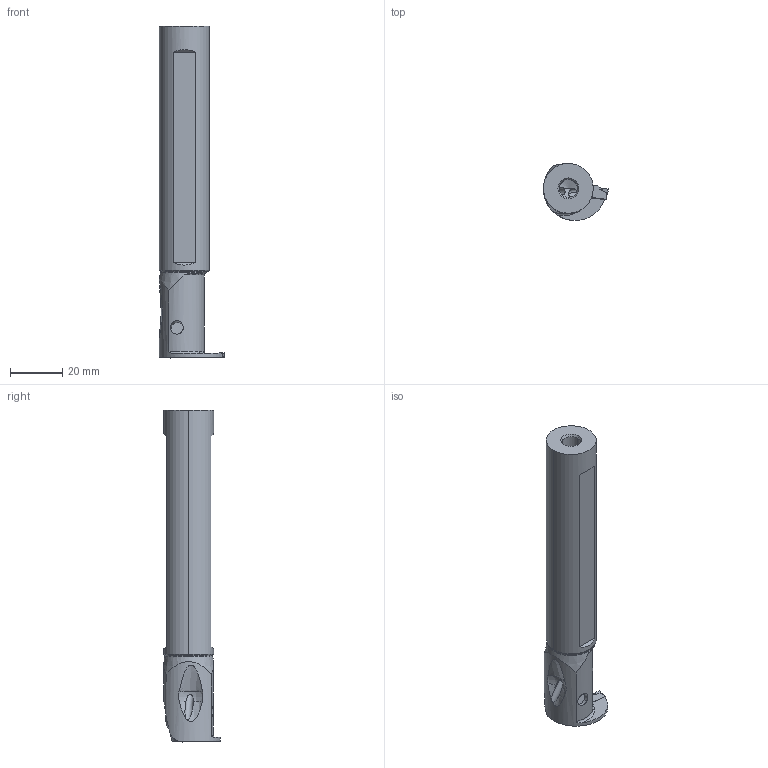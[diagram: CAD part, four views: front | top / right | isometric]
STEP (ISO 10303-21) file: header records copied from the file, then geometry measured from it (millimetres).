
FILE_DESCRIPTION(/* description */ (''),/* implementation_level */ '2;1');
FILE_NAME(/* name */ 'GYALUS12K90A-D06_CW0_079_IR0_01.stp',/* time_stamp */ '2023-02-27T12:28:13+09:00',/* author */ (''),/* organization */ (''),/* preprocessor_version */ 'ST-DEVELOPER v16',/* originating_system */ 'SIEMENS PLM Software NX 10.0',/* authorisation */ '');
FILE_SCHEMA (('AUTOMOTIVE_DESIGN { 1 0 10303 214 3 1 1 1 }'));
Length unit declared in the file: millimetre
Products named in the file (1): GYALUS12K90A-D06_CW0_079_IR0_01_ASM
Bounding box: 24.9 x 21.61 x 127 mm (x, y, z)
Volume: 29559.7 mm3; surface area: 11299.5 mm2
Topology: 2 solids, 2 shells, 137 faces, 428 edges, 323 vertices
Faces by surface type: cylinder 52, plane 49, cone 14, extrusion 7, bspline 7, torus 6, sphere 2
Entity records: 6260 total; most frequent: CARTESIAN_POINT 2496, ORIENTED_EDGE 792, DIRECTION 683, EDGE_CURVE 396, VERTEX_POINT 266, AXIS2_PLACEMENT_3D 251, VECTOR 181, LINE 174
